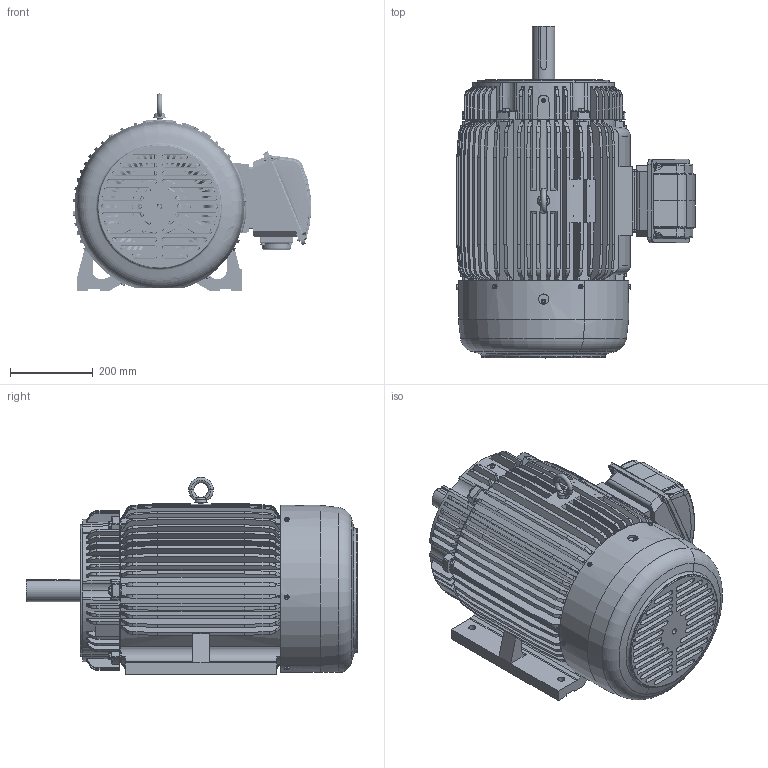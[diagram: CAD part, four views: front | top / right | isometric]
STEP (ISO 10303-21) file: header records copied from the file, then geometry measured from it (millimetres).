
FILE_DESCRIPTION(('CATIA V5 STEP Exchange'),'2;1');
FILE_NAME('326T-HV-CF_AllCATPart.stp','2012-08-25T03:05:46+00:00',('none'),('none'),'CATIA Version 5 Release 19 SP 9 (IN-10)','CATIA V5 STEP AP203','none');
FILE_SCHEMA(('CONFIG_CONTROL_DESIGN'));
Length unit declared in the file: millimetre
Products named in the file (1): 326T-HV-CF_AllCATPart
Bounding box: 576.11 x 801.6 x 476.2 mm (x, y, z)
Volume: 24070068.3 mm3; surface area: 4473806.8 mm2
Topology: 49 solids, 57 shells, 4183 faces, 11270 edges, 7298 vertices
Faces by surface type: plane 1440, torus 959, cylinder 877, cone 661, bspline 214, sphere 24, revolution 8
Entity records: 154148 total; most frequent: CARTESIAN_POINT 65568, ORIENTED_EDGE 22468, DIRECTION 11356, EDGE_CURVE 11234, VERTEX_POINT 7298, AXIS2_PLACEMENT_3D 6004, EDGE_LOOP 4530, ADVANCED_FACE 4183
